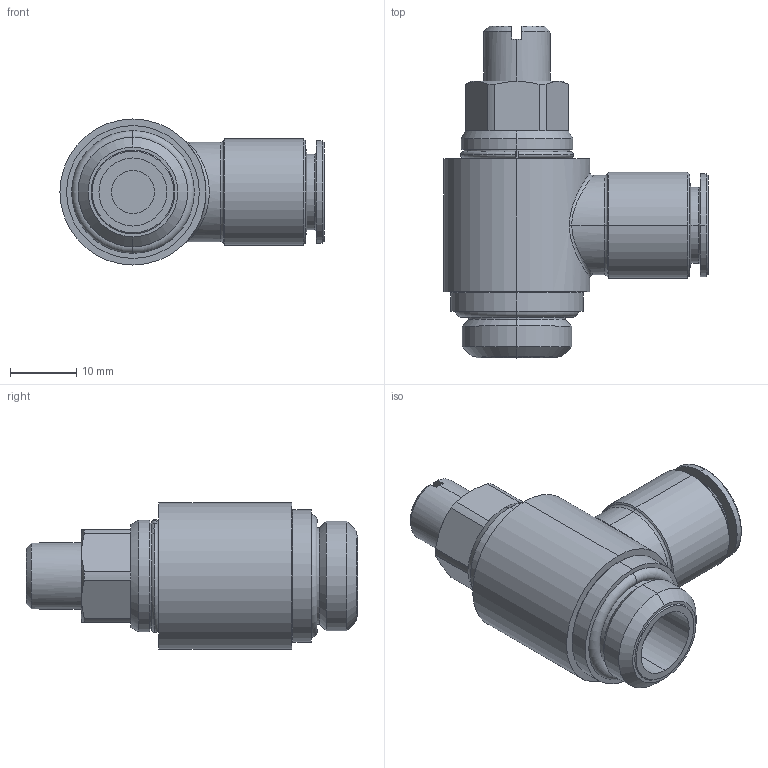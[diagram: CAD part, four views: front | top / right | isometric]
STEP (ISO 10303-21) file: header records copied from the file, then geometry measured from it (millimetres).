
FILE_DESCRIPTION (( 'STEP AP203' ), '1' );
FILE_NAME ('04080C53.STEP', '2010-04-29T08:31:52', ( '' ), ( 'sopra-pneumatic' ), 'SwSTEP 2.0', 'SolidWorks 2009', '' );
FILE_SCHEMA (( 'CONFIG_CONTROL_DESIGN' ));
Length unit declared in the file: millimetre
Products named in the file (1): 04080C53
Bounding box: 39.8 x 50 x 22 mm (x, y, z)
Volume: 13904.6 mm3; surface area: 5858.7 mm2
Topology: 2 solids, 4 shells, 111 faces, 229 edges, 140 vertices
Faces by surface type: cylinder 41, plane 36, cone 26, torus 6, bspline 2
Entity records: 4287 total; most frequent: CARTESIAN_POINT 1813, DIRECTION 545, ORIENTED_EDGE 458, AXIS2_PLACEMENT_3D 231, EDGE_CURVE 229, VERTEX_POINT 140, EDGE_LOOP 125, CIRCLE 121
